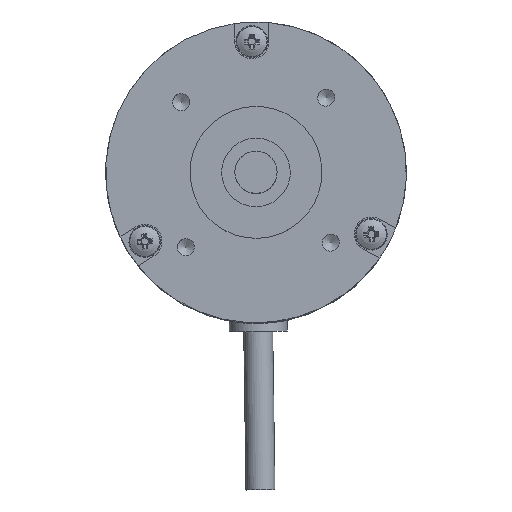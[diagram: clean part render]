
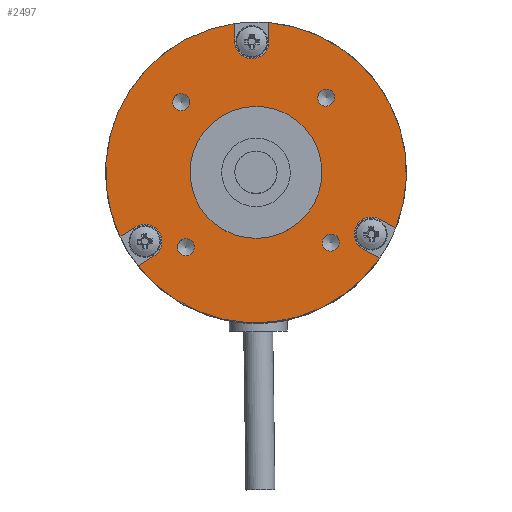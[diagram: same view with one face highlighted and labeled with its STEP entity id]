
A CAD part, top view. The second image highlights one B-rep face of the part: STEP entity #2497.
In plain terms, the highlighted planar face has unit normal (0, 0, 1).
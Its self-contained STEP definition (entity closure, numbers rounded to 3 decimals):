
#58=LINE('',#3908,#190);
#60=LINE('',#3914,#192);
#66=LINE('',#3931,#198);
#68=LINE('',#3937,#200);
#71=LINE('',#3951,#203);
#72=LINE('',#3955,#204);
#190=VECTOR('',#3080,10.);
#192=VECTOR('',#3084,10.);
#198=VECTOR('',#3102,10.);
#200=VECTOR('',#3106,10.);
#203=VECTOR('',#3125,10.);
#204=VECTOR('',#3128,10.);
#428=PLANE('',#2706);
#513=FACE_BOUND('',#777,.T.);
#514=FACE_BOUND('',#778,.T.);
#515=FACE_BOUND('',#779,.T.);
#516=FACE_BOUND('',#780,.T.);
#517=FACE_BOUND('',#781,.T.);
#590=FACE_OUTER_BOUND('',#776,.T.);
#776=EDGE_LOOP('',(#1804,#1805,#1806,#1807,#1808,#1809,#1810,#1811,#1812,
#1813,#1814,#1815));
#777=EDGE_LOOP('',(#1816));
#778=EDGE_LOOP('',(#1817));
#779=EDGE_LOOP('',(#1818));
#780=EDGE_LOOP('',(#1819));
#781=EDGE_LOOP('',(#1820));
#983=CIRCLE('',#2695,3.25);
#986=CIRCLE('',#2702,3.25);
#989=CIRCLE('',#2707,28.5);
#990=CIRCLE('',#2708,28.5);
#991=CIRCLE('',#2709,3.25);
#992=CIRCLE('',#2710,28.5);
#993=CIRCLE('',#2711,1.621);
#994=CIRCLE('',#2712,1.621);
#995=CIRCLE('',#2713,1.621);
#996=CIRCLE('',#2714,1.621);
#997=CIRCLE('',#2715,12.5);
#1145=VERTEX_POINT('',#3902);
#1147=VERTEX_POINT('',#3906);
#1148=VERTEX_POINT('',#3910);
#1150=VERTEX_POINT('',#3913);
#1153=VERTEX_POINT('',#3925);
#1155=VERTEX_POINT('',#3929);
#1156=VERTEX_POINT('',#3933);
#1158=VERTEX_POINT('',#3936);
#1160=VERTEX_POINT('',#3948);
#1161=VERTEX_POINT('',#3950);
#1162=VERTEX_POINT('',#3952);
#1163=VERTEX_POINT('',#3954);
#1164=VERTEX_POINT('',#3957);
#1165=VERTEX_POINT('',#3959);
#1166=VERTEX_POINT('',#3961);
#1167=VERTEX_POINT('',#3963);
#1168=VERTEX_POINT('',#3965);
#1404=EDGE_CURVE('',#1145,#1147,#58,.T.);
#1406=EDGE_CURVE('',#1150,#1148,#60,.T.);
#1409=EDGE_CURVE('',#1147,#1150,#983,.T.);
#1415=EDGE_CURVE('',#1153,#1155,#66,.T.);
#1417=EDGE_CURVE('',#1158,#1156,#68,.T.);
#1420=EDGE_CURVE('',#1155,#1158,#986,.T.);
#1423=EDGE_CURVE('',#1148,#1153,#989,.T.);
#1424=EDGE_CURVE('',#1156,#1160,#990,.T.);
#1425=EDGE_CURVE('',#1160,#1161,#71,.T.);
#1426=EDGE_CURVE('',#1161,#1162,#991,.T.);
#1427=EDGE_CURVE('',#1162,#1163,#72,.T.);
#1428=EDGE_CURVE('',#1163,#1145,#992,.T.);
#1429=EDGE_CURVE('',#1164,#1164,#993,.T.);
#1430=EDGE_CURVE('',#1165,#1165,#994,.T.);
#1431=EDGE_CURVE('',#1166,#1166,#995,.T.);
#1432=EDGE_CURVE('',#1167,#1167,#996,.T.);
#1433=EDGE_CURVE('',#1168,#1168,#997,.T.);
#1804=ORIENTED_EDGE('',*,*,#1404,.T.);
#1805=ORIENTED_EDGE('',*,*,#1409,.T.);
#1806=ORIENTED_EDGE('',*,*,#1406,.T.);
#1807=ORIENTED_EDGE('',*,*,#1423,.T.);
#1808=ORIENTED_EDGE('',*,*,#1415,.T.);
#1809=ORIENTED_EDGE('',*,*,#1420,.T.);
#1810=ORIENTED_EDGE('',*,*,#1417,.T.);
#1811=ORIENTED_EDGE('',*,*,#1424,.T.);
#1812=ORIENTED_EDGE('',*,*,#1425,.T.);
#1813=ORIENTED_EDGE('',*,*,#1426,.T.);
#1814=ORIENTED_EDGE('',*,*,#1427,.T.);
#1815=ORIENTED_EDGE('',*,*,#1428,.T.);
#1816=ORIENTED_EDGE('',*,*,#1429,.T.);
#1817=ORIENTED_EDGE('',*,*,#1430,.T.);
#1818=ORIENTED_EDGE('',*,*,#1431,.T.);
#1819=ORIENTED_EDGE('',*,*,#1432,.T.);
#1820=ORIENTED_EDGE('',*,*,#1433,.T.);
#2497=ADVANCED_FACE('',(#590,#513,#514,#515,#516,#517),#428,.F.);
#2695=AXIS2_PLACEMENT_3D('',#3919,#3089,#3090);
#2702=AXIS2_PLACEMENT_3D('',#3942,#3111,#3112);
#2706=AXIS2_PLACEMENT_3D('',#3946,#3119,#3120);
#2707=AXIS2_PLACEMENT_3D('',#3947,#3121,#3122);
#2708=AXIS2_PLACEMENT_3D('',#3949,#3123,#3124);
#2709=AXIS2_PLACEMENT_3D('',#3953,#3126,#3127);
#2710=AXIS2_PLACEMENT_3D('',#3956,#3129,#3130);
#2711=AXIS2_PLACEMENT_3D('',#3958,#3131,#3132);
#2712=AXIS2_PLACEMENT_3D('',#3960,#3133,#3134);
#2713=AXIS2_PLACEMENT_3D('',#3962,#3135,#3136);
#2714=AXIS2_PLACEMENT_3D('',#3964,#3137,#3138);
#2715=AXIS2_PLACEMENT_3D('',#3966,#3139,#3140);
#3080=DIRECTION('',(0.85,0.527,0.));
#3084=DIRECTION('',(-0.85,-0.527,0.));
#3089=DIRECTION('center_axis',(0.,0.,
-1.));
#3090=DIRECTION('ref_axis',(0.527,-0.85,0.));
#3102=DIRECTION('',(-0.881,0.472,0.));
#3106=DIRECTION('',(0.881,-0.472,0.));
#3111=DIRECTION('center_axis',(0.,0.,
-1.));
#3112=DIRECTION('ref_axis',(0.472,0.881,0.));
#3119=DIRECTION('center_axis',(0.,0.,
-1.));
#3120=DIRECTION('ref_axis',(-0.999,-0.032,0.));
#3121=DIRECTION('center_axis',(0.,0.,
1.));
#3122=DIRECTION('ref_axis',(-0.032,0.999,0.));
#3123=DIRECTION('center_axis',(0.,0.,
1.));
#3124=DIRECTION('ref_axis',(-0.032,0.999,0.));
#3125=DIRECTION('',(0.032,-0.999,0.));
#3126=DIRECTION('center_axis',(0.,0.,
-1.));
#3127=DIRECTION('ref_axis',(-0.999,-0.032,0.));
#3128=DIRECTION('',(-0.032,0.999,0.));
#3129=DIRECTION('center_axis',(0.,0.,
1.));
#3130=DIRECTION('ref_axis',(-0.032,0.999,0.));
#3131=DIRECTION('center_axis',(0.,0.,
-1.));
#3132=DIRECTION('ref_axis',(-0.032,0.999,0.));
#3133=DIRECTION('center_axis',(0.,0.,
-1.));
#3134=DIRECTION('ref_axis',(-0.032,0.999,0.));
#3135=DIRECTION('center_axis',(0.,0.,
-1.));
#3136=DIRECTION('ref_axis',(-0.032,0.999,0.));
#3137=DIRECTION('center_axis',(0.,0.,
-1.));
#3138=DIRECTION('ref_axis',(-0.032,0.999,0.));
#3139=DIRECTION('center_axis',(0.,0.,
-1.));
#3140=DIRECTION('ref_axis',(0.032,-0.999,0.));
#3902=CARTESIAN_POINT('',(-25.772,-12.168,68.7));
#3906=CARTESIAN_POINT('',(-22.786,-10.315,68.7));
#3908=CARTESIAN_POINT('',(-14.374,-5.095,68.7));
#3910=CARTESIAN_POINT('',(-22.345,-17.691,68.7));
#3913=CARTESIAN_POINT('',(-19.359,-15.838,68.7));
#3914=CARTESIAN_POINT('',(-8.823,-9.3,68.7));
#3919=CARTESIAN_POINT('Origin',(-21.072,-13.077,68.7));
#3925=CARTESIAN_POINT('',(23.424,-16.235,68.7));
#3929=CARTESIAN_POINT('',(20.326,-14.576,68.7));
#3931=CARTESIAN_POINT('',(11.599,-9.901,68.7));
#3933=CARTESIAN_POINT('',(26.493,-10.505,68.7));
#3936=CARTESIAN_POINT('',(23.395,-8.846,68.7));
#3937=CARTESIAN_POINT('',(12.465,-2.991,68.7));
#3942=CARTESIAN_POINT('Origin',(21.861,-11.711,68.7));
#3946=CARTESIAN_POINT('Origin',(0.,0.,
68.7));
#3947=CARTESIAN_POINT('Origin',(0.,0.,
68.7));
#3948=CARTESIAN_POINT('',(2.348,28.403,68.7));
#3949=CARTESIAN_POINT('Origin',(0.,0.,
68.7));
#3950=CARTESIAN_POINT('',(2.46,24.891,68.7));
#3951=CARTESIAN_POINT('',(2.775,14.996,68.7));
#3952=CARTESIAN_POINT('',(-4.037,24.684,68.7));
#3953=CARTESIAN_POINT('Origin',(-0.788,24.787,68.7));
#3954=CARTESIAN_POINT('',(-4.149,28.196,68.7));
#3955=CARTESIAN_POINT('',(-3.643,12.29,68.7));
#3956=CARTESIAN_POINT('Origin',(0.,0.,
68.7));
#3957=CARTESIAN_POINT('',(13.251,15.796,68.7));
#3958=CARTESIAN_POINT('Origin',(13.302,14.176,68.7));
#3959=CARTESIAN_POINT('',(-13.354,-12.556,68.7));
#3960=CARTESIAN_POINT('Origin',(-13.302,-14.176,68.7));
#3961=CARTESIAN_POINT('',(14.125,-11.682,68.7));
#3962=CARTESIAN_POINT('Origin',(14.176,-13.302,68.7));
#3963=CARTESIAN_POINT('',(-14.228,14.922,68.7));
#3964=CARTESIAN_POINT('Origin',(-14.176,13.302,68.7));
#3965=CARTESIAN_POINT('',(-0.397,12.494,68.7));
#3966=CARTESIAN_POINT('Origin',(0.,0.,
68.7));
